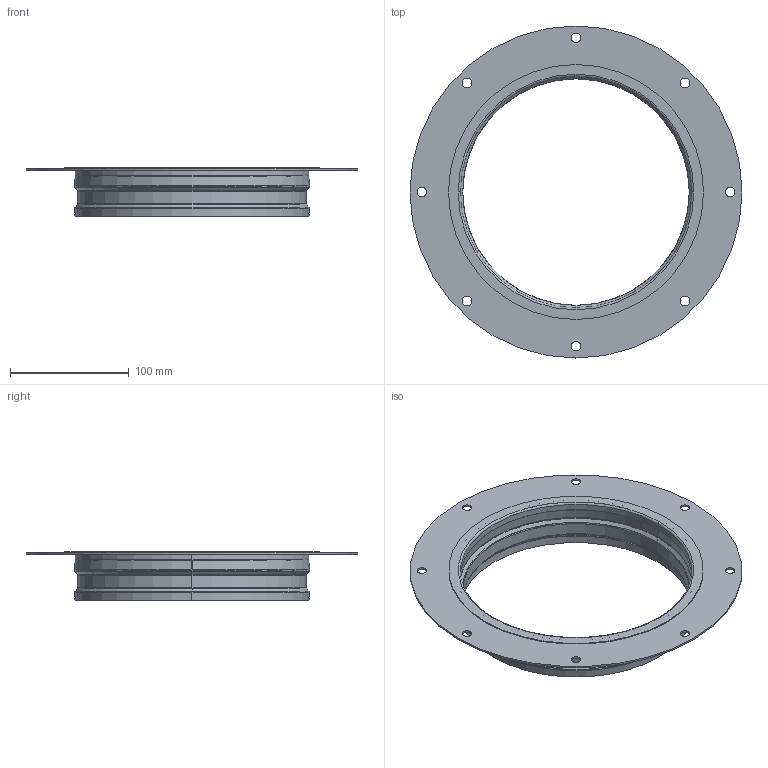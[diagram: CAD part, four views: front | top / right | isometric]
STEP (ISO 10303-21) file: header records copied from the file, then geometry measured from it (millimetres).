
FILE_DESCRIPTION (( 'STEP AP203' ), '1' );
FILE_NAME ('5BO2202_Round inlet adapter for AL225.STEP', '2022-02-21T12:56:47', ( '' ), ( '' ), 'SwSTEP 2.0', 'SolidWorks 2018', '' );
FILE_SCHEMA (( 'CONFIG_CONTROL_DESIGN' ));
Length unit declared in the file: millimetre
Products named in the file (3): 5TR0013 - Tronchetto aspirante D.200; 5BO2202_Round inlet adapter for AL225; H759
Assembly tree (2 placements, depth 2):
  5BO2202_Round inlet adapter for AL225
    H759
    5TR0013 - Tronchetto aspirante D.200
Bounding box: 280 x 280 x 41 mm (x, y, z)
Volume: 67730.3 mm3; surface area: 123654.5 mm2
Topology: 2 solids, 2 shells, 75 faces, 166 edges, 96 vertices
Faces by surface type: cylinder 30, torus 24, cone 16, plane 5
Entity records: 2433 total; most frequent: DIRECTION 446, CARTESIAN_POINT 342, ORIENTED_EDGE 332, AXIS2_PLACEMENT_3D 200, EDGE_CURVE 166, CIRCLE 120, VERTEX_POINT 96, EDGE_LOOP 96
